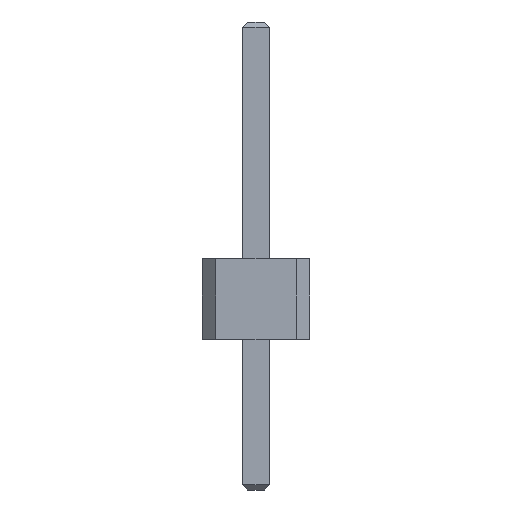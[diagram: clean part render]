
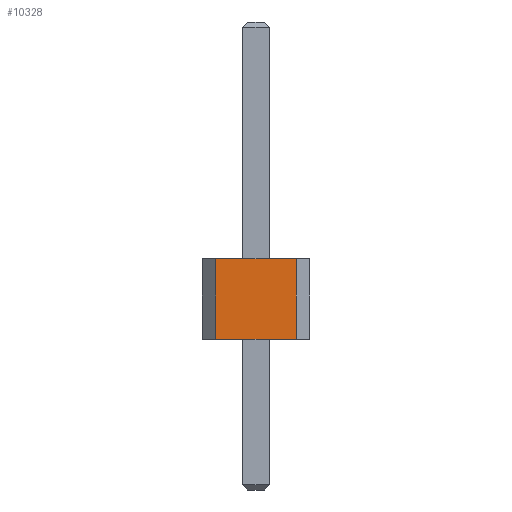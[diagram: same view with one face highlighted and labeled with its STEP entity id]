
A CAD part, front view. The second image highlights one B-rep face of the part: STEP entity #10328.
In plain terms, the highlighted planar face has unit normal (0, -1, 0).
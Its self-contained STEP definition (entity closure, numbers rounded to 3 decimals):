
#44 = PLANE('',#45);
#45 = AXIS2_PLACEMENT_3D('',#46,#47,#48);
#46 = CARTESIAN_POINT('',(-1.,0.75,0.));
#47 = DIRECTION('',(0.,0.,-1.));
#48 = DIRECTION('',(0.,1.,0.));
#100 = PLANE('',#101);
#101 = AXIS2_PLACEMENT_3D('',#102,#103,#104);
#102 = CARTESIAN_POINT('',(-1.,0.75,1.5));
#103 = DIRECTION('',(0.,0.,-1.));
#104 = DIRECTION('',(-1.,0.,0.));
#1421 = VERTEX_POINT('',#1422);
#1422 = CARTESIAN_POINT('',(0.75,-29.,0.));
#1436 = PLANE('',#1437);
#1437 = AXIS2_PLACEMENT_3D('',#1438,#1439,#1440);
#1438 = CARTESIAN_POINT('',(0.875,-28.875,0.));
#1439 = DIRECTION('',(0.707,-0.707,0.));
#1440 = DIRECTION('',(0.,0.,-1.));
#1448 = EDGE_CURVE('',#1449,#1421,#1451,.T.);
#1449 = VERTEX_POINT('',#1450);
#1450 = CARTESIAN_POINT('',(-0.75,-29.,0.));
#1451 = SURFACE_CURVE('',#1452,(#1456,#1463),.PCURVE_S1.);
#1452 = LINE('',#1453,#1454);
#1453 = CARTESIAN_POINT('',(-1.,-29.,0.));
#1454 = VECTOR('',#1455,1.);
#1455 = DIRECTION('',(1.,0.,0.));
#1456 = PCURVE('',#44,#1457);
#1457 = DEFINITIONAL_REPRESENTATION('',(#1458),#1462);
#1458 = LINE('',#1459,#1460);
#1459 = CARTESIAN_POINT('',(-29.75,0.));
#1460 = VECTOR('',#1461,1.);
#1461 = DIRECTION('',(0.,1.));
#1462 = ( GEOMETRIC_REPRESENTATION_CONTEXT(2) 
PARAMETRIC_REPRESENTATION_CONTEXT() REPRESENTATION_CONTEXT('2D SPACE',''
  ) );
#1463 = PCURVE('',#1464,#1469);
#1464 = PLANE('',#1465);
#1465 = AXIS2_PLACEMENT_3D('',#1466,#1467,#1468);
#1466 = CARTESIAN_POINT('',(-1.,-29.,0.));
#1467 = DIRECTION('',(0.,1.,0.));
#1468 = DIRECTION('',(1.,0.,0.));
#1469 = DEFINITIONAL_REPRESENTATION('',(#1470),#1474);
#1470 = LINE('',#1471,#1472);
#1471 = CARTESIAN_POINT('',(0.,0.));
#1472 = VECTOR('',#1473,1.);
#1473 = DIRECTION('',(1.,0.));
#1474 = ( GEOMETRIC_REPRESENTATION_CONTEXT(2) 
PARAMETRIC_REPRESENTATION_CONTEXT() REPRESENTATION_CONTEXT('2D SPACE',''
  ) );
#1492 = PLANE('',#1493);
#1493 = AXIS2_PLACEMENT_3D('',#1494,#1495,#1496);
#1494 = CARTESIAN_POINT('',(-0.875,-28.875,0.));
#1495 = DIRECTION('',(-0.707,-0.707,0.));
#1496 = DIRECTION('',(0.,0.,-1.));
#5385 = VERTEX_POINT('',#5386);
#5386 = CARTESIAN_POINT('',(0.75,-29.,1.5));
#5407 = EDGE_CURVE('',#5408,#5385,#5410,.T.);
#5408 = VERTEX_POINT('',#5409);
#5409 = CARTESIAN_POINT('',(-0.75,-29.,1.5));
#5410 = SURFACE_CURVE('',#5411,(#5415,#5422),.PCURVE_S1.);
#5411 = LINE('',#5412,#5413);
#5412 = CARTESIAN_POINT('',(-1.,-29.,1.5));
#5413 = VECTOR('',#5414,1.);
#5414 = DIRECTION('',(1.,0.,0.));
#5415 = PCURVE('',#100,#5416);
#5416 = DEFINITIONAL_REPRESENTATION('',(#5417),#5421);
#5417 = LINE('',#5418,#5419);
#5418 = CARTESIAN_POINT('',(0.,-29.75));
#5419 = VECTOR('',#5420,1.);
#5420 = DIRECTION('',(-1.,0.));
#5421 = ( GEOMETRIC_REPRESENTATION_CONTEXT(2) 
PARAMETRIC_REPRESENTATION_CONTEXT() REPRESENTATION_CONTEXT('2D SPACE',''
  ) );
#5422 = PCURVE('',#1464,#5423);
#5423 = DEFINITIONAL_REPRESENTATION('',(#5424),#5428);
#5424 = LINE('',#5425,#5426);
#5425 = CARTESIAN_POINT('',(0.,-1.5));
#5426 = VECTOR('',#5427,1.);
#5427 = DIRECTION('',(1.,0.));
#5428 = ( GEOMETRIC_REPRESENTATION_CONTEXT(2) 
PARAMETRIC_REPRESENTATION_CONTEXT() REPRESENTATION_CONTEXT('2D SPACE',''
  ) );
#10308 = EDGE_CURVE('',#1449,#5408,#10309,.T.);
#10309 = SURFACE_CURVE('',#10310,(#10314,#10321),.PCURVE_S1.);
#10310 = LINE('',#10311,#10312);
#10311 = CARTESIAN_POINT('',(-0.75,-29.,0.));
#10312 = VECTOR('',#10313,1.);
#10313 = DIRECTION('',(0.,0.,1.));
#10314 = PCURVE('',#1492,#10315);
#10315 = DEFINITIONAL_REPRESENTATION('',(#10316),#10320);
#10316 = LINE('',#10317,#10318);
#10317 = CARTESIAN_POINT('',(0.,0.177));
#10318 = VECTOR('',#10319,1.);
#10319 = DIRECTION('',(-1.,0.));
#10320 = ( GEOMETRIC_REPRESENTATION_CONTEXT(2) 
PARAMETRIC_REPRESENTATION_CONTEXT() REPRESENTATION_CONTEXT('2D SPACE',''
  ) );
#10321 = PCURVE('',#1464,#10322);
#10322 = DEFINITIONAL_REPRESENTATION('',(#10323),#10327);
#10323 = LINE('',#10324,#10325);
#10324 = CARTESIAN_POINT('',(0.25,0.));
#10325 = VECTOR('',#10326,1.);
#10326 = DIRECTION('',(0.,-1.));
#10327 = ( GEOMETRIC_REPRESENTATION_CONTEXT(2) 
PARAMETRIC_REPRESENTATION_CONTEXT() REPRESENTATION_CONTEXT('2D SPACE',''
  ) );
#10328 = ADVANCED_FACE('',(#10329),#1464,.F.);
#10329 = FACE_BOUND('',#10330,.F.);
#10330 = EDGE_LOOP('',(#10331,#10332,#10333,#10334));
#10331 = ORIENTED_EDGE('',*,*,#1448,.F.);
#10332 = ORIENTED_EDGE('',*,*,#10308,.T.);
#10333 = ORIENTED_EDGE('',*,*,#5407,.T.);
#10334 = ORIENTED_EDGE('',*,*,#10335,.F.);
#10335 = EDGE_CURVE('',#1421,#5385,#10336,.T.);
#10336 = SURFACE_CURVE('',#10337,(#10341,#10348),.PCURVE_S1.);
#10337 = LINE('',#10338,#10339);
#10338 = CARTESIAN_POINT('',(0.75,-29.,0.));
#10339 = VECTOR('',#10340,1.);
#10340 = DIRECTION('',(0.,0.,1.));
#10341 = PCURVE('',#1464,#10342);
#10342 = DEFINITIONAL_REPRESENTATION('',(#10343),#10347);
#10343 = LINE('',#10344,#10345);
#10344 = CARTESIAN_POINT('',(1.75,0.));
#10345 = VECTOR('',#10346,1.);
#10346 = DIRECTION('',(0.,-1.));
#10347 = ( GEOMETRIC_REPRESENTATION_CONTEXT(2) 
PARAMETRIC_REPRESENTATION_CONTEXT() REPRESENTATION_CONTEXT('2D SPACE',''
  ) );
#10348 = PCURVE('',#1436,#10349);
#10349 = DEFINITIONAL_REPRESENTATION('',(#10350),#10354);
#10350 = LINE('',#10351,#10352);
#10351 = CARTESIAN_POINT('',(0.,-0.177));
#10352 = VECTOR('',#10353,1.);
#10353 = DIRECTION('',(-1.,0.));
#10354 = ( GEOMETRIC_REPRESENTATION_CONTEXT(2) 
PARAMETRIC_REPRESENTATION_CONTEXT() REPRESENTATION_CONTEXT('2D SPACE',''
  ) );
